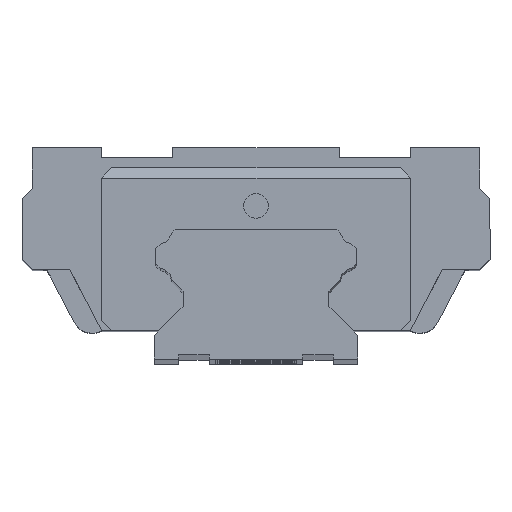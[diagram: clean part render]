
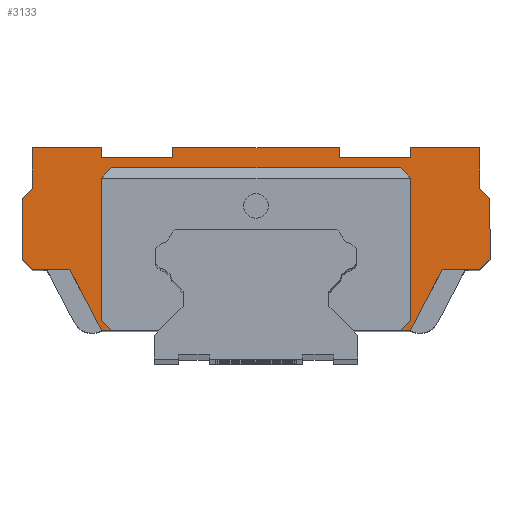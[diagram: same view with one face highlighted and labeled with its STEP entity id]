
A CAD part, top view. The second image highlights one B-rep face of the part: STEP entity #3133.
In plain terms, the highlighted face is planar.
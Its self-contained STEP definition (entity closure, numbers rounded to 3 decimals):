
#122=CIRCLE('',#3338,20.);
#123=CIRCLE('',#3339,20.);
#201=FACE_OUTER_BOUND('',#370,.T.);
#370=EDGE_LOOP('',(#2229,#2230,#2231,#2232,#2233,#2234,#2235,#2236,#2237,
#2238,#2239,#2240,#2241,#2242,#2243,#2244,#2245,#2246,#2247,#2248,#2249,
#2250,#2251,#2252,#2253,#2254,#2255,#2256,#2257,#2258,#2259,#2260));
#550=LINE('',#4433,#926);
#557=LINE('',#4447,#933);
#561=LINE('',#4454,#937);
#594=LINE('',#4527,#970);
#671=LINE('',#4697,#1047);
#672=LINE('',#4700,#1048);
#673=LINE('',#4702,#1049);
#674=LINE('',#4704,#1050);
#675=LINE('',#4708,#1051);
#676=LINE('',#4710,#1052);
#677=LINE('',#4712,#1053);
#678=LINE('',#4714,#1054);
#679=LINE('',#4716,#1055);
#680=LINE('',#4718,#1056);
#681=LINE('',#4720,#1057);
#682=LINE('',#4722,#1058);
#683=LINE('',#4724,#1059);
#684=LINE('',#4726,#1060);
#685=LINE('',#4728,#1061);
#686=LINE('',#4730,#1062);
#687=LINE('',#4732,#1063);
#688=LINE('',#4734,#1064);
#689=LINE('',#4736,#1065);
#690=LINE('',#4738,#1066);
#691=LINE('',#4740,#1067);
#692=LINE('',#4742,#1068);
#693=LINE('',#4744,#1069);
#694=LINE('',#4748,#1070);
#695=LINE('',#4750,#1071);
#696=LINE('',#4751,#1072);
#926=VECTOR('',#3561,10.);
#933=VECTOR('',#3572,10.);
#937=VECTOR('',#3578,10.);
#970=VECTOR('',#3621,10.);
#1047=VECTOR('',#3738,10.);
#1048=VECTOR('',#3741,10.);
#1049=VECTOR('',#3742,10.);
#1050=VECTOR('',#3743,10.);
#1051=VECTOR('',#3746,10.);
#1052=VECTOR('',#3747,10.);
#1053=VECTOR('',#3748,10.);
#1054=VECTOR('',#3749,10.);
#1055=VECTOR('',#3750,10.);
#1056=VECTOR('',#3751,10.);
#1057=VECTOR('',#3752,10.);
#1058=VECTOR('',#3753,10.);
#1059=VECTOR('',#3754,10.);
#1060=VECTOR('',#3755,10.);
#1061=VECTOR('',#3756,10.);
#1062=VECTOR('',#3757,10.);
#1063=VECTOR('',#3758,10.);
#1064=VECTOR('',#3759,10.);
#1065=VECTOR('',#3760,10.);
#1066=VECTOR('',#3761,10.);
#1067=VECTOR('',#3762,10.);
#1068=VECTOR('',#3763,10.);
#1069=VECTOR('',#3764,10.);
#1070=VECTOR('',#3767,10.);
#1071=VECTOR('',#3768,10.);
#1072=VECTOR('',#3769,10.);
#1302=VERTEX_POINT('',#4430);
#1303=VERTEX_POINT('',#4432);
#1307=VERTEX_POINT('',#4444);
#1308=VERTEX_POINT('',#4446);
#1310=VERTEX_POINT('',#4452);
#1345=VERTEX_POINT('',#4526);
#1419=VERTEX_POINT('',#4699);
#1420=VERTEX_POINT('',#4701);
#1421=VERTEX_POINT('',#4703);
#1422=VERTEX_POINT('',#4705);
#1423=VERTEX_POINT('',#4707);
#1424=VERTEX_POINT('',#4709);
#1425=VERTEX_POINT('',#4711);
#1426=VERTEX_POINT('',#4713);
#1427=VERTEX_POINT('',#4715);
#1428=VERTEX_POINT('',#4717);
#1429=VERTEX_POINT('',#4719);
#1430=VERTEX_POINT('',#4721);
#1431=VERTEX_POINT('',#4723);
#1432=VERTEX_POINT('',#4725);
#1433=VERTEX_POINT('',#4727);
#1434=VERTEX_POINT('',#4729);
#1435=VERTEX_POINT('',#4731);
#1436=VERTEX_POINT('',#4733);
#1437=VERTEX_POINT('',#4735);
#1438=VERTEX_POINT('',#4737);
#1439=VERTEX_POINT('',#4739);
#1440=VERTEX_POINT('',#4741);
#1441=VERTEX_POINT('',#4743);
#1442=VERTEX_POINT('',#4745);
#1443=VERTEX_POINT('',#4747);
#1444=VERTEX_POINT('',#4749);
#1606=EDGE_CURVE('',#1302,#1303,#550,.F.);
#1613=EDGE_CURVE('',#1307,#1308,#557,.F.);
#1617=EDGE_CURVE('',#1310,#1302,#561,.T.);
#1653=EDGE_CURVE('',#1345,#1308,#594,.T.);
#1737=EDGE_CURVE('',#1307,#1303,#671,.T.);
#1738=EDGE_CURVE('',#1419,#1310,#672,.F.);
#1739=EDGE_CURVE('',#1419,#1420,#673,.T.);
#1740=EDGE_CURVE('',#1420,#1421,#674,.T.);
#1741=EDGE_CURVE('',#1421,#1422,#122,.T.);
#1742=EDGE_CURVE('',#1423,#1422,#675,.T.);
#1743=EDGE_CURVE('',#1424,#1423,#676,.T.);
#1744=EDGE_CURVE('',#1424,#1425,#677,.T.);
#1745=EDGE_CURVE('',#1426,#1425,#678,.T.);
#1746=EDGE_CURVE('',#1426,#1427,#679,.T.);
#1747=EDGE_CURVE('',#1428,#1427,#680,.T.);
#1748=EDGE_CURVE('',#1429,#1428,#681,.T.);
#1749=EDGE_CURVE('',#1430,#1429,#682,.T.);
#1750=EDGE_CURVE('',#1430,#1431,#683,.T.);
#1751=EDGE_CURVE('',#1432,#1431,#684,.T.);
#1752=EDGE_CURVE('',#1433,#1432,#685,.T.);
#1753=EDGE_CURVE('',#1434,#1433,#686,.T.);
#1754=EDGE_CURVE('',#1434,#1435,#687,.T.);
#1755=EDGE_CURVE('',#1436,#1435,#688,.T.);
#1756=EDGE_CURVE('',#1437,#1436,#689,.T.);
#1757=EDGE_CURVE('',#1438,#1437,#690,.T.);
#1758=EDGE_CURVE('',#1439,#1438,#691,.T.);
#1759=EDGE_CURVE('',#1440,#1439,#692,.T.);
#1760=EDGE_CURVE('',#1441,#1440,#693,.T.);
#1761=EDGE_CURVE('',#1442,#1441,#123,.T.);
#1762=EDGE_CURVE('',#1443,#1442,#694,.T.);
#1763=EDGE_CURVE('',#1443,#1444,#695,.T.);
#1764=EDGE_CURVE('',#1444,#1345,#696,.T.);
#2229=ORIENTED_EDGE('',*,*,#1653,.T.);
#2230=ORIENTED_EDGE('',*,*,#1613,.F.);
#2231=ORIENTED_EDGE('',*,*,#1737,.T.);
#2232=ORIENTED_EDGE('',*,*,#1606,.F.);
#2233=ORIENTED_EDGE('',*,*,#1617,.F.);
#2234=ORIENTED_EDGE('',*,*,#1738,.F.);
#2235=ORIENTED_EDGE('',*,*,#1739,.T.);
#2236=ORIENTED_EDGE('',*,*,#1740,.T.);
#2237=ORIENTED_EDGE('',*,*,#1741,.T.);
#2238=ORIENTED_EDGE('',*,*,#1742,.F.);
#2239=ORIENTED_EDGE('',*,*,#1743,.F.);
#2240=ORIENTED_EDGE('',*,*,#1744,.T.);
#2241=ORIENTED_EDGE('',*,*,#1745,.F.);
#2242=ORIENTED_EDGE('',*,*,#1746,.T.);
#2243=ORIENTED_EDGE('',*,*,#1747,.F.);
#2244=ORIENTED_EDGE('',*,*,#1748,.F.);
#2245=ORIENTED_EDGE('',*,*,#1749,.F.);
#2246=ORIENTED_EDGE('',*,*,#1750,.T.);
#2247=ORIENTED_EDGE('',*,*,#1751,.F.);
#2248=ORIENTED_EDGE('',*,*,#1752,.F.);
#2249=ORIENTED_EDGE('',*,*,#1753,.F.);
#2250=ORIENTED_EDGE('',*,*,#1754,.T.);
#2251=ORIENTED_EDGE('',*,*,#1755,.F.);
#2252=ORIENTED_EDGE('',*,*,#1756,.F.);
#2253=ORIENTED_EDGE('',*,*,#1757,.F.);
#2254=ORIENTED_EDGE('',*,*,#1758,.F.);
#2255=ORIENTED_EDGE('',*,*,#1759,.F.);
#2256=ORIENTED_EDGE('',*,*,#1760,.F.);
#2257=ORIENTED_EDGE('',*,*,#1761,.F.);
#2258=ORIENTED_EDGE('',*,*,#1762,.F.);
#2259=ORIENTED_EDGE('',*,*,#1763,.T.);
#2260=ORIENTED_EDGE('',*,*,#1764,.T.);
#3002=PLANE('',#3337);
#3133=ADVANCED_FACE('',(#201),#3002,.T.);
#3337=AXIS2_PLACEMENT_3D('',#4698,#3739,#3740);
#3338=AXIS2_PLACEMENT_3D('',#4706,#3744,#3745);
#3339=AXIS2_PLACEMENT_3D('',#4746,#3765,#3766);
#3561=DIRECTION('',(-0.707,0.,-0.707));
#3572=DIRECTION('',(-0.707,0.,0.707));
#3578=DIRECTION('',(0.,0.,1.));
#3621=DIRECTION('',(0.,0.,1.));
#3738=DIRECTION('',(-1.,0.,0.));
#3739=DIRECTION('center_axis',(0.,1.,0.));
#3740=DIRECTION('ref_axis',(-1.,0.,0.));
#3741=DIRECTION('',(0.707,0.,-0.707));
#3742=DIRECTION('',(-1.,0.,0.));
#3743=DIRECTION('',(-0.462,0.,0.887));
#3744=DIRECTION('center_axis',(0.,-1.,0.));
#3745=DIRECTION('ref_axis',(0.887,0.,0.462));
#3746=DIRECTION('',(1.,0.,0.));
#3747=DIRECTION('',(0.707,0.,-0.707));
#3748=DIRECTION('',(0.,0.,1.));
#3749=DIRECTION('',(-0.707,0.,-0.707));
#3750=DIRECTION('',(0.,0.,1.));
#3751=DIRECTION('',(-1.,0.,0.));
#3752=DIRECTION('',(0.,0.,1.));
#3753=DIRECTION('',(-1.,0.,0.));
#3754=DIRECTION('',(0.,0.,1.));
#3755=DIRECTION('',(-1.,0.,0.));
#3756=DIRECTION('',(0.,0.,1.));
#3757=DIRECTION('',(-1.,0.,0.));
#3758=DIRECTION('',(0.,0.,1.));
#3759=DIRECTION('',(-1.,0.,0.));
#3760=DIRECTION('',(0.,0.,1.));
#3761=DIRECTION('',(-0.707,0.,0.707));
#3762=DIRECTION('',(0.,0.,1.));
#3763=DIRECTION('',(0.707,0.,0.707));
#3764=DIRECTION('',(1.,0.,0.));
#3765=DIRECTION('center_axis',(0.,1.,0.));
#3766=DIRECTION('ref_axis',(-0.887,0.,0.462));
#3767=DIRECTION('',(0.462,0.,0.887));
#3768=DIRECTION('',(-1.,0.,0.));
#3769=DIRECTION('',(0.707,0.,0.707));
#4430=CARTESIAN_POINT('',(-75.858,870.,90.));
#4432=CARTESIAN_POINT('',(-70.858,870.,95.));
#4433=CARTESIAN_POINT('',(-30.643,870.,135.214));
#4444=CARTESIAN_POINT('',(70.858,870.,95.));
#4446=CARTESIAN_POINT('',(75.858,870.,90.));
#4447=CARTESIAN_POINT('',(88.143,870.,77.714));
#4452=CARTESIAN_POINT('',(-75.858,870.,20.));
#4454=CARTESIAN_POINT('',(-75.858,870.,45.));
#4526=CARTESIAN_POINT('',(75.858,870.,20.));
#4527=CARTESIAN_POINT('',(75.858,870.,75.));
#4697=CARTESIAN_POINT('',(19.571,870.,95.));
#4698=CARTESIAN_POINT('Origin',(115.,870.,75.));
#4699=CARTESIAN_POINT('',(-70.858,870.,15.));
#4700=CARTESIAN_POINT('',(-40.643,870.,-15.214));
#4701=CARTESIAN_POINT('',(-75.858,870.,15.));
#4702=CARTESIAN_POINT('',(34.116,870.,15.));
#4703=CARTESIAN_POINT('',(-91.493,870.,44.995));
#4704=CARTESIAN_POINT('',(-91.493,870.,44.995));
#4705=CARTESIAN_POINT('',(-91.496,870.,45.));
#4706=CARTESIAN_POINT('Origin',(-109.228,870.,35.75));
#4707=CARTESIAN_POINT('',(-110.,870.,45.));
#4708=CARTESIAN_POINT('',(115.,870.,45.));
#4709=CARTESIAN_POINT('',(-115.,870.,50.));
#4710=CARTESIAN_POINT('',(-62.5,870.,-2.5));
#4711=CARTESIAN_POINT('',(-115.,870.,80.));
#4712=CARTESIAN_POINT('',(-115.,870.,75.));
#4713=CARTESIAN_POINT('',(-110.,870.,85.));
#4714=CARTESIAN_POINT('',(-57.5,870.,137.5));
#4715=CARTESIAN_POINT('',(-110.,870.,105.));
#4716=CARTESIAN_POINT('',(-110.,870.,85.));
#4717=CARTESIAN_POINT('',(-75.858,870.,105.));
#4718=CARTESIAN_POINT('',(115.,870.,105.));
#4719=CARTESIAN_POINT('',(-75.858,870.,100.));
#4720=CARTESIAN_POINT('',(-75.858,870.,75.));
#4721=CARTESIAN_POINT('',(-40.858,870.,100.));
#4722=CARTESIAN_POINT('',(115.,870.,100.));
#4723=CARTESIAN_POINT('',(-40.858,870.,105.));
#4724=CARTESIAN_POINT('',(-40.858,870.,75.));
#4725=CARTESIAN_POINT('',(40.858,870.,105.));
#4726=CARTESIAN_POINT('',(115.,870.,105.));
#4727=CARTESIAN_POINT('',(40.858,870.,100.));
#4728=CARTESIAN_POINT('',(40.858,870.,75.));
#4729=CARTESIAN_POINT('',(75.858,870.,100.));
#4730=CARTESIAN_POINT('',(115.,870.,100.));
#4731=CARTESIAN_POINT('',(75.858,870.,105.));
#4732=CARTESIAN_POINT('',(75.858,870.,75.));
#4733=CARTESIAN_POINT('',(110.,870.,105.));
#4734=CARTESIAN_POINT('',(115.,870.,105.));
#4735=CARTESIAN_POINT('',(110.,870.,85.));
#4736=CARTESIAN_POINT('',(110.,870.,85.));
#4737=CARTESIAN_POINT('',(115.,870.,80.));
#4738=CARTESIAN_POINT('',(115.,870.,80.));
#4739=CARTESIAN_POINT('',(115.,870.,50.));
#4740=CARTESIAN_POINT('',(115.,870.,75.));
#4741=CARTESIAN_POINT('',(110.,870.,45.));
#4742=CARTESIAN_POINT('',(120.,870.,55.));
#4743=CARTESIAN_POINT('',(91.496,870.,45.));
#4744=CARTESIAN_POINT('',(115.,870.,45.));
#4745=CARTESIAN_POINT('',(91.493,870.,44.995));
#4746=CARTESIAN_POINT('Origin',(109.228,870.,35.75));
#4747=CARTESIAN_POINT('',(75.858,870.,15.));
#4748=CARTESIAN_POINT('',(91.493,870.,44.995));
#4749=CARTESIAN_POINT('',(70.858,870.,15.));
#4750=CARTESIAN_POINT('',(95.429,870.,15.));
#4751=CARTESIAN_POINT('',(98.143,870.,42.286));
